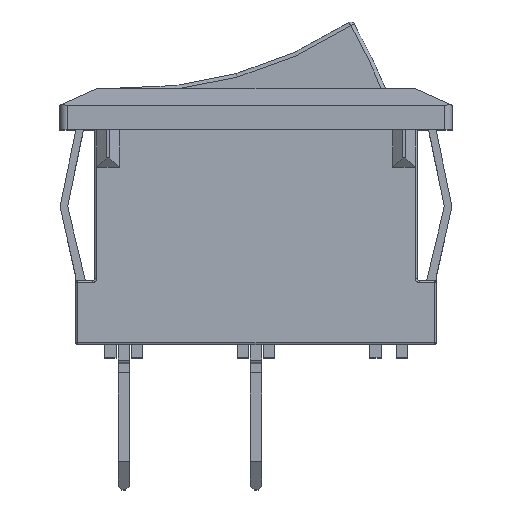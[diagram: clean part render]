
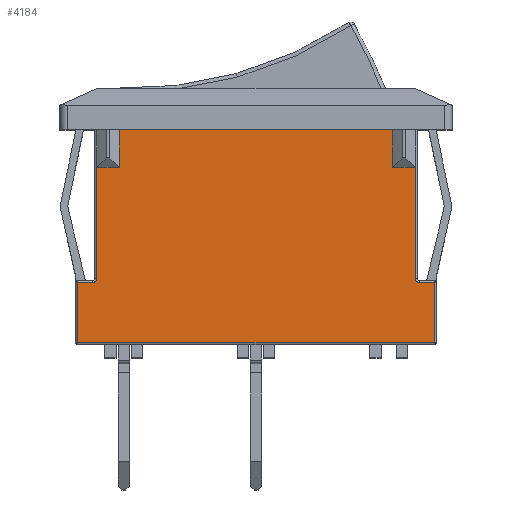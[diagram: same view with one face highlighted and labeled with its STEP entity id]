
A CAD part, top view. The second image highlights one B-rep face of the part: STEP entity #4184.
In plain terms, the highlighted planar face has unit normal (0, 0, 1).
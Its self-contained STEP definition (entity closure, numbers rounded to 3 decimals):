
#89=CIRCLE('',#4468,0.2);
#90=CIRCLE('',#4469,0.2);
#353=FACE_OUTER_BOUND('',#594,.T.);
#594=EDGE_LOOP('',(#3061,#3062,#3063,#3064,#3065,#3066,#3067,#3068,#3069,
#3070,#3071,#3072,#3073,#3074));
#919=LINE('',#6386,#1388);
#928=LINE('',#6405,#1397);
#934=LINE('',#6416,#1403);
#944=LINE('',#6436,#1413);
#945=LINE('',#6439,#1414);
#946=LINE('',#6443,#1415);
#947=LINE('',#6445,#1416);
#948=LINE('',#6447,#1417);
#949=LINE('',#6449,#1418);
#950=LINE('',#6451,#1419);
#951=LINE('',#6454,#1420);
#952=LINE('',#6455,#1421);
#1388=VECTOR('',#5084,10.);
#1397=VECTOR('',#5099,10.);
#1403=VECTOR('',#5109,10.);
#1413=VECTOR('',#5129,10.);
#1414=VECTOR('',#5132,10.);
#1415=VECTOR('',#5135,10.);
#1416=VECTOR('',#5136,10.);
#1417=VECTOR('',#5137,10.);
#1418=VECTOR('',#5138,10.);
#1419=VECTOR('',#5139,10.);
#1420=VECTOR('',#5142,10.);
#1421=VECTOR('',#5143,10.);
#1823=VERTEX_POINT('',#6383);
#1824=VERTEX_POINT('',#6385);
#1830=VERTEX_POINT('',#6402);
#1831=VERTEX_POINT('',#6404);
#1834=VERTEX_POINT('',#6414);
#1839=VERTEX_POINT('',#6434);
#1840=VERTEX_POINT('',#6438);
#1841=VERTEX_POINT('',#6440);
#1842=VERTEX_POINT('',#6442);
#1843=VERTEX_POINT('',#6444);
#1844=VERTEX_POINT('',#6446);
#1845=VERTEX_POINT('',#6448);
#1846=VERTEX_POINT('',#6450);
#1847=VERTEX_POINT('',#6452);
#2275=EDGE_CURVE('',#1824,#1823,#919,.T.);
#2284=EDGE_CURVE('',#1831,#1830,#928,.T.);
#2290=EDGE_CURVE('',#1830,#1834,#934,.T.);
#2300=EDGE_CURVE('',#1823,#1839,#944,.T.);
#2301=EDGE_CURVE('',#1840,#1834,#945,.T.);
#2302=EDGE_CURVE('',#1841,#1840,#89,.T.);
#2303=EDGE_CURVE('',#1842,#1841,#946,.T.);
#2304=EDGE_CURVE('',#1843,#1842,#947,.T.);
#2305=EDGE_CURVE('',#1844,#1843,#948,.T.);
#2306=EDGE_CURVE('',#1845,#1844,#949,.T.);
#2307=EDGE_CURVE('',#1846,#1845,#950,.T.);
#2308=EDGE_CURVE('',#1847,#1846,#90,.T.);
#2309=EDGE_CURVE('',#1824,#1847,#951,.T.);
#2310=EDGE_CURVE('',#1831,#1839,#952,.T.);
#3061=ORIENTED_EDGE('',*,*,#2284,.T.);
#3062=ORIENTED_EDGE('',*,*,#2290,.T.);
#3063=ORIENTED_EDGE('',*,*,#2301,.F.);
#3064=ORIENTED_EDGE('',*,*,#2302,.F.);
#3065=ORIENTED_EDGE('',*,*,#2303,.F.);
#3066=ORIENTED_EDGE('',*,*,#2304,.F.);
#3067=ORIENTED_EDGE('',*,*,#2305,.F.);
#3068=ORIENTED_EDGE('',*,*,#2306,.F.);
#3069=ORIENTED_EDGE('',*,*,#2307,.F.);
#3070=ORIENTED_EDGE('',*,*,#2308,.F.);
#3071=ORIENTED_EDGE('',*,*,#2309,.F.);
#3072=ORIENTED_EDGE('',*,*,#2275,.T.);
#3073=ORIENTED_EDGE('',*,*,#2300,.T.);
#3074=ORIENTED_EDGE('',*,*,#2310,.F.);
#4013=PLANE('',#4467);
#4184=ADVANCED_FACE('',(#353),#4013,.T.);
#4467=AXIS2_PLACEMENT_3D('',#6437,#5130,#5131);
#4468=AXIS2_PLACEMENT_3D('',#6441,#5133,#5134);
#4469=AXIS2_PLACEMENT_3D('',#6453,#5140,#5141);
#5084=DIRECTION('',(-1.,0.,0.));
#5099=DIRECTION('',(0.,-1.,0.));
#5109=DIRECTION('',(-1.,0.,0.));
#5129=DIRECTION('',(0.,1.,0.));
#5130=DIRECTION('center_axis',(0.,0.,1.));
#5131=DIRECTION('ref_axis',(1.,0.,0.));
#5132=DIRECTION('',(0.,1.,0.));
#5133=DIRECTION('center_axis',(0.,0.,1.));
#5134=DIRECTION('ref_axis',(0.707,-0.707,0.));
#5135=DIRECTION('',(1.,0.,0.));
#5136=DIRECTION('',(0.,1.,0.));
#5137=DIRECTION('',(-1.,0.,0.));
#5138=DIRECTION('',(0.,-1.,0.));
#5139=DIRECTION('',(1.,0.,0.));
#5140=DIRECTION('center_axis',(0.,0.,1.));
#5141=DIRECTION('ref_axis',(-0.707,-0.707,0.));
#5142=DIRECTION('',(0.,-1.,0.));
#5143=DIRECTION('',(1.,0.,0.));
#6383=CARTESIAN_POINT('',(15.8,9.4,0.));
#6385=CARTESIAN_POINT('',(17.,9.4,0.));
#6386=CARTESIAN_POINT('',(7.9,9.4,0.));
#6402=CARTESIAN_POINT('',(1.3,9.4,0.));
#6404=CARTESIAN_POINT('',(1.3,11.4,0.));
#6405=CARTESIAN_POINT('',(1.3,4.7,0.));
#6414=CARTESIAN_POINT('',(0.1,9.4,0.));
#6416=CARTESIAN_POINT('',(0.05,9.4,0.));
#6434=CARTESIAN_POINT('',(15.8,11.4,0.));
#6436=CARTESIAN_POINT('',(15.8,5.7,0.));
#6437=CARTESIAN_POINT('Origin',(0.,0.,0.));
#6438=CARTESIAN_POINT('',(0.1,3.5,0.));
#6439=CARTESIAN_POINT('',(0.1,0.,0.));
#6440=CARTESIAN_POINT('',(-0.1,3.3,0.));
#6441=CARTESIAN_POINT('Origin',(-0.1,3.5,0.));
#6442=CARTESIAN_POINT('',(-0.9,3.3,0.));
#6443=CARTESIAN_POINT('',(-0.5,3.3,0.));
#6444=CARTESIAN_POINT('',(-0.9,0.1,0.));
#6445=CARTESIAN_POINT('',(-0.9,0.,0.));
#6446=CARTESIAN_POINT('',(18.,0.1,0.));
#6447=CARTESIAN_POINT('',(4.275,0.1,0.));
#6448=CARTESIAN_POINT('',(18.,3.3,0.));
#6449=CARTESIAN_POINT('',(18.,1.7,0.));
#6450=CARTESIAN_POINT('',(17.2,3.3,0.));
#6451=CARTESIAN_POINT('',(8.55,3.3,0.));
#6452=CARTESIAN_POINT('',(17.,3.5,0.));
#6453=CARTESIAN_POINT('Origin',(17.2,3.5,0.));
#6454=CARTESIAN_POINT('',(17.,0.,0.));
#6455=CARTESIAN_POINT('',(0.,11.4,0.));
